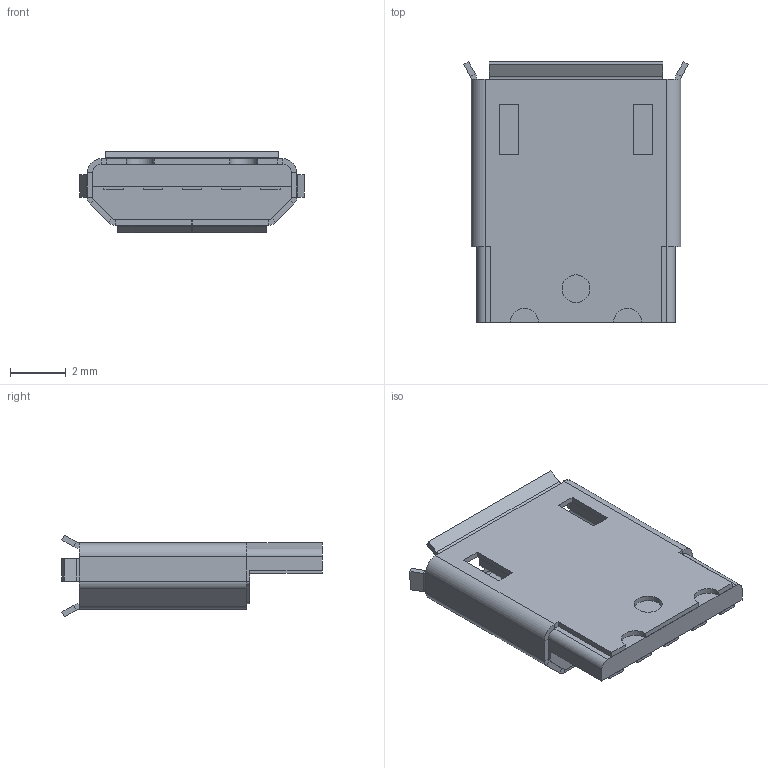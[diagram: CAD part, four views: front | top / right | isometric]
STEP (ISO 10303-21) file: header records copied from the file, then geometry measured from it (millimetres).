
FILE_DESCRIPTION (( 'STEP AP214' ), '1' );
FILE_NAME ('USB-micro 5Pin for wire.STEP', '2020-04-13T12:57:23', ( 'Elessar' ), ( '' ), 'SwSTEP 2.0', 'SolidWorks 2018', '' );
FILE_SCHEMA (( 'AUTOMOTIVE_DESIGN' ));
Length unit declared in the file: millimetre
Products named in the file (1): USB-micro 5Pin for wire
Bounding box: 8.05 x 9.33 x 2.93 mm (x, y, z)
Volume: 67.6 mm3; surface area: 435.5 mm2
Topology: 12 solids, 12 shells, 251 faces, 590 edges, 364 vertices
Faces by surface type: plane 205, cylinder 46
Entity records: 7971 total; most frequent: CARTESIAN_POINT 1206, DIRECTION 1186, ORIENTED_EDGE 1180, EDGE_CURVE 590, LINE 498, VECTOR 498, VERTEX_POINT 364, AXIS2_PLACEMENT_3D 344
